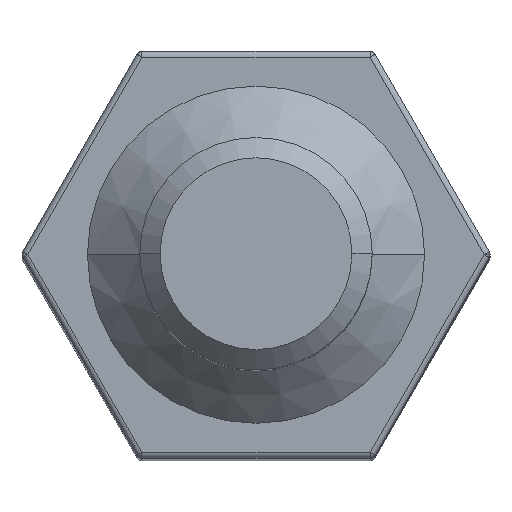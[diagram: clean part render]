
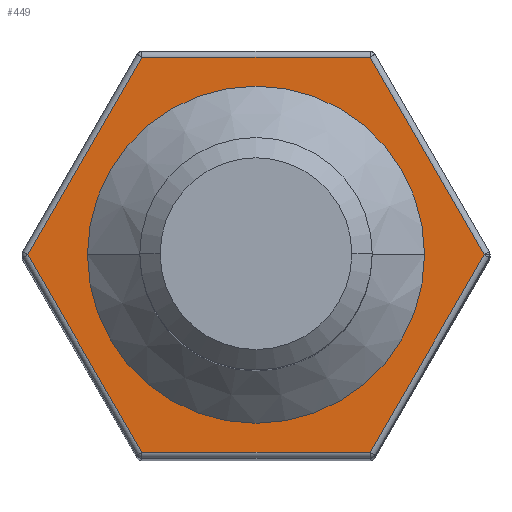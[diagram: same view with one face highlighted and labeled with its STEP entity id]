
A CAD part, top view. The second image highlights one B-rep face of the part: STEP entity #449.
In plain terms, the highlighted planar face has unit normal (0, 0, 1).
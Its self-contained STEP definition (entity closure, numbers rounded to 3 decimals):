
#38 = ORIENTED_EDGE ( 'NONE', *, *, #341, .T. ) ;
#41 = ORIENTED_EDGE ( 'NONE', *, *, #350, .T. ) ;
#58 = ORIENTED_EDGE ( 'NONE', *, *, #362, .T. ) ;
#64 = AXIS2_PLACEMENT_3D ( 'NONE', #673, #653, #652 ) ;
#73 = ORIENTED_EDGE ( 'NONE', *, *, #364, .T. ) ;
#98 = AXIS2_PLACEMENT_3D ( 'NONE', #840, #838, #835 ) ;
#111 = ORIENTED_EDGE ( 'NONE', *, *, #366, .T. ) ;
#113 = ORIENTED_EDGE ( 'NONE', *, *, #370, .T. ) ;
#130 = ORIENTED_EDGE ( 'NONE', *, *, #301, .T. ) ;
#147 = AXIS2_PLACEMENT_3D ( 'NONE', #916, #915, #914 ) ;
#195 = ORIENTED_EDGE ( 'NONE', *, *, #339, .T. ) ;
#301 = EDGE_CURVE ( 'NONE', #1107, #1229, #1340, .T. ) ;
#339 = EDGE_CURVE ( 'NONE', #1229, #1107, #1245, .T. ) ;
#341 = EDGE_CURVE ( 'NONE', #389, #729, #1231, .T. ) ;
#350 = EDGE_CURVE ( 'NONE', #729, #902, #1162, .T. ) ;
#362 = EDGE_CURVE ( 'NONE', #902, #927, #1210, .T. ) ;
#364 = EDGE_CURVE ( 'NONE', #927, #688, #1179, .T. ) ;
#366 = EDGE_CURVE ( 'NONE', #688, #1081, #1127, .T. ) ;
#370 = EDGE_CURVE ( 'NONE', #1081, #389, #1190, .T. ) ;
#389 = VERTEX_POINT ( 'NONE', #764 ) ;
#449 = ADVANCED_FACE ( 'NONE', ( #923, #884 ), #680, .F. ) ;
#652 = DIRECTION ( 'NONE',  ( -1., 0., 0. ) ) ;
#653 = DIRECTION ( 'NONE',  ( 0., 0., -1. ) ) ;
#673 = CARTESIAN_POINT ( 'NONE',  ( -4.041, 0., 0. ) ) ;
#680 = PLANE ( 'NONE',  #64 ) ;
#688 = VERTEX_POINT ( 'NONE', #1373 ) ;
#729 = VERTEX_POINT ( 'NONE', #1226 ) ;
#764 = CARTESIAN_POINT ( 'NONE',  ( 3.926, 0., 0. ) ) ;
#787 = DIRECTION ( 'NONE',  ( 0.5, 0.866, 0. ) ) ;
#796 = DIRECTION ( 'NONE',  ( 1., 0., 0. ) ) ;
#801 = CARTESIAN_POINT ( 'NONE',  ( -4.041, -3.4, 0. ) ) ;
#806 = DIRECTION ( 'NONE',  ( 0.5, -0.866, 0. ) ) ;
#807 = DIRECTION ( 'NONE',  ( -0.5, -0.866, 0. ) ) ;
#816 = CARTESIAN_POINT ( 'NONE',  ( 1.934, -3.45, 0. ) ) ;
#818 = CARTESIAN_POINT ( 'NONE',  ( -3.955, 0.05, 0. ) ) ;
#821 = CARTESIAN_POINT ( 'NONE',  ( -3.955, -0.05, 0. ) ) ;
#828 = CARTESIAN_POINT ( 'NONE',  ( -4.041, 3.4, 0. ) ) ;
#830 = DIRECTION ( 'NONE',  ( -1., 0., 0. ) ) ;
#835 = DIRECTION ( 'NONE',  ( -1., 0., 0. ) ) ;
#838 = DIRECTION ( 'NONE',  ( 0., 0., -1. ) ) ;
#840 = CARTESIAN_POINT ( 'NONE',  ( 0., 0., 0. ) ) ;
#860 = DIRECTION ( 'NONE',  ( -0.5, 0.866, 0. ) ) ;
#884 = FACE_BOUND ( 'NONE', #1142, .T. ) ;
#892 = CARTESIAN_POINT ( 'NONE',  ( 1.934, 3.45, 0. ) ) ;
#902 = VERTEX_POINT ( 'NONE', #926 ) ;
#914 = DIRECTION ( 'NONE',  ( -1., 0., 0. ) ) ;
#915 = DIRECTION ( 'NONE',  ( 0., 0., -1. ) ) ;
#916 = CARTESIAN_POINT ( 'NONE',  ( 0., 0., 0. ) ) ;
#923 = FACE_OUTER_BOUND ( 'NONE', #1200, .T. ) ;
#926 = CARTESIAN_POINT ( 'NONE',  ( -1.963, 3.4, 0. ) ) ;
#927 = VERTEX_POINT ( 'NONE', #1249 ) ;
#1081 = VERTEX_POINT ( 'NONE', #1412 ) ;
#1088 = VECTOR ( 'NONE', #787, 1000. ) ;
#1106 = VECTOR ( 'NONE', #796, 1000. ) ;
#1107 = VERTEX_POINT ( 'NONE', #1163 ) ;
#1127 = LINE ( 'NONE', #801, #1106 ) ;
#1142 = EDGE_LOOP ( 'NONE', ( #130, #195 ) ) ;
#1144 = VECTOR ( 'NONE', #807, 1000. ) ;
#1162 = LINE ( 'NONE', #828, #1178 ) ;
#1163 = CARTESIAN_POINT ( 'NONE',  ( -2.9, 0., 0. ) ) ;
#1164 = VECTOR ( 'NONE', #806, 1000. ) ;
#1178 = VECTOR ( 'NONE', #830, 1000. ) ;
#1179 = LINE ( 'NONE', #818, #1164 ) ;
#1190 = LINE ( 'NONE', #816, #1088 ) ;
#1200 = EDGE_LOOP ( 'NONE', ( #38, #41, #58, #73, #111, #113 ) ) ;
#1208 = VECTOR ( 'NONE', #860, 1000. ) ;
#1210 = LINE ( 'NONE', #821, #1144 ) ;
#1226 = CARTESIAN_POINT ( 'NONE',  ( 1.963, 3.4, 0. ) ) ;
#1229 = VERTEX_POINT ( 'NONE', #1288 ) ;
#1231 = LINE ( 'NONE', #892, #1208 ) ;
#1245 = CIRCLE ( 'NONE', #98, 2.9 ) ;
#1249 = CARTESIAN_POINT ( 'NONE',  ( -3.926, 0., 0. ) ) ;
#1288 = CARTESIAN_POINT ( 'NONE',  ( 2.9, 0., 0. ) ) ;
#1340 = CIRCLE ( 'NONE', #147, 2.9 ) ;
#1373 = CARTESIAN_POINT ( 'NONE',  ( -1.963, -3.4, 0. ) ) ;
#1412 = CARTESIAN_POINT ( 'NONE',  ( 1.963, -3.4, 0. ) ) ;
